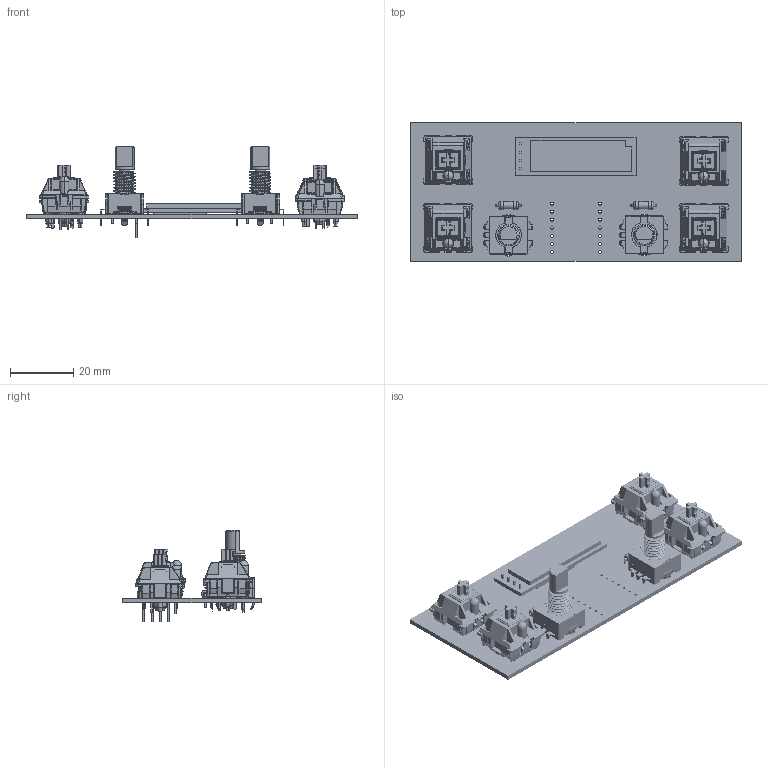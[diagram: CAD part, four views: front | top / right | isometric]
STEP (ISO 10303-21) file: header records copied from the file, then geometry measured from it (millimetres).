
FILE_DESCRIPTION(('KiCad electronic assembly'),'2;1');
FILE_NAME('Kigan''s Lifeboard.step','2025-12-07T00:58:17',('Pcbnew'),( 'Kicad'),'Open CASCADE STEP processor 7.9','KiCad to STEP converter' ,'Unknown');
FILE_SCHEMA(('AUTOMOTIVE_DESIGN { 1 0 10303 214 1 1 1 1 }'));
Length unit declared in the file: millimetre
Products named in the file (16): Kigan's Lifeboard 1; MX; MX Öá °´¼ü¡ä_¨¹___¡§1; MX ס סͥ¨¢¨¬_¡§¡顧__; MXס ϞñLEDLEDLED; MXÖá ÖáÌå µ×²¿ ¦Ì¡Á2__Ä¬ÈÏ_¨¢2____¨¨_; ֫½ğ__Ĭɏ__¨¨_; æè½¬ç¼ç å¨; 0.91'' 128x32 OLED Display; Bottom Base; Solder Tips; Screen; Space Taken by Resistors & Other Things; R_Axial_DIN0207_L6.3mm_D2.5mm_P7.62mm_Horizontal; Kigan's Lifeboard_PCB; Kigan's Lifeboard 2
Assembly tree (19 placements, depth 3):
  Kigan's Lifeboard 1
    MX  x4
      MX Öá °´¼ü¡ä_¨¹___¡§1
      MX ס סͥ¨¢¨¬_¡§¡顧__
      MXס ϞñLEDLEDLED
      MXÖá ÖáÌå µ×²¿ ¦Ì¡Á2__Ä¬ÈÏ_¨¢2____¨¨_
      ֫½ğ__Ĭɏ__¨¨_
    æè½¬ç¼ç å¨  x2
    0.91'' 128x32 OLED Display
      Bottom Base
      Solder Tips
      Screen
      Space Taken by Resistors & Other Things
    R_Axial_DIN0207_L6.3mm_D2.5mm_P7.62mm_Horizontal  x2
    Kigan's Lifeboard_PCB
  Kigan's Lifeboard 2
Bounding box: 104.78 x 43.92 x 28.9 mm (x, y, z)
Volume: 15277 mm3; surface area: 26412.8 mm2
Topology: 66 solids, 66 shells, 7120 faces, 17336 edges, 9938 vertices
Faces by surface type: cylinder 2960, plane 2406, torus 844, sphere 452, bspline 260, revolution 152, cone 46
Full cylindrical faces by diameter (mm): 0.6 x4, 0.8 x4, 0.889 x14, 1 x14, 1.5 x8, 1.7 x8, 2.25 x2, 2.5 x4, 4 x4
Entity records: 66270 total; most frequent: CARTESIAN_POINT 15047, DIRECTION 10454, ORIENTED_EDGE 10112, EDGE_CURVE 5056, AXIS2_PLACEMENT_3D 3719, VERTEX_POINT 3031, LINE 2978, VECTOR 2978
